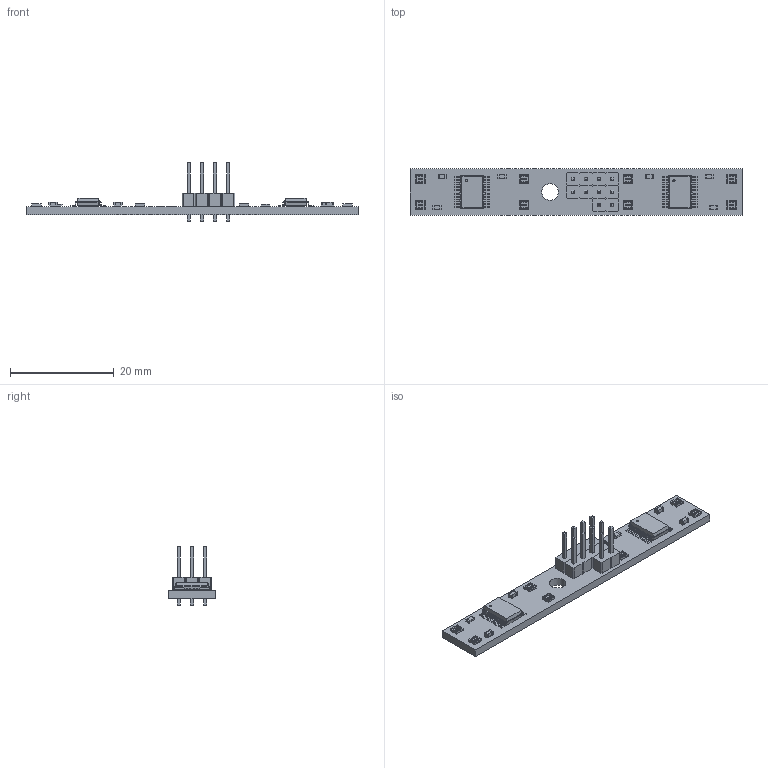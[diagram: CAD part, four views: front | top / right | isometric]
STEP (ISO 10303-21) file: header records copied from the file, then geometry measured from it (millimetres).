
FILE_DESCRIPTION(('KiCad electronic assembly'),'2;1');
FILE_NAME('LEDBoard_4x2_p20x5.step','2020-03-24T19:39:52',('An Author'), ('A Company'),'Open CASCADE STEP processor 6.9', 'KiCad to STEP converter','Unknown');
FILE_SCHEMA(('AUTOMOTIVE_DESIGN { 1 0 10303 214 1 1 1 1 }'));
Length unit declared in the file: millimetre
Products named in the file (14): Open CASCADE STEP translator 6.9 1; LED_ROHM_MSL0402RGB_cp; COMPOUND; C_0603_1608Metric; SOLID; HTSSOP-20-1EP_4.4x6.5mm_P0.65mm_EP3.4x6.5mm_Mask2.75x3.43mm; R_0603_1608Metric; PinHeader_1x02_P2.54mm_Vertical; PinHeader_1x04_P2.54mm_Vertical
Assembly tree (26 placements, depth 3):
  Open CASCADE STEP translator 6.9 1
    LED_ROHM_MSL0402RGB_cp  x8
      COMPOUND
    C_0603_1608Metric  x4
      SOLID
    HTSSOP-20-1EP_4.4x6.5mm_P0.65mm_EP3.4x6.5mm_Mask2.75x3.43mm  x2
      SOLID
    R_0603_1608Metric  x2
      SOLID
    PinHeader_1x02_P2.54mm_Vertical
      SOLID
    PinHeader_1x04_P2.54mm_Vertical  x2
      SOLID
    COMPOUND
Bounding box: 64 x 9 x 11.54 mm (x, y, z)
Volume: 1188.6 mm3; surface area: 2392 mm2
Topology: 92 solids, 92 shells, 1721 faces, 4195 edges, 2698 vertices
Faces by surface type: bspline 1650, cylinder 65, plane 6
Full cylindrical faces by diameter (mm): 0.2 x24, 0.3 x30, 1 x10, 3.2 x1
Entity records: 44605 total; most frequent: CARTESIAN_POINT 15727, B_SPLINE_CURVE_WITH_KNOTS 4233, ORIENTED_EDGE 3516, PCURVE 3516, DEFINITIONAL_REPRESENTATION 3516, EDGE_CURVE 1758, SURFACE_CURVE 1692, VERTEX_POINT 1120
